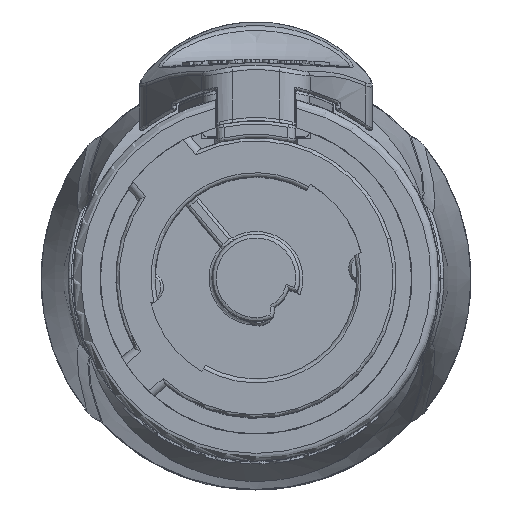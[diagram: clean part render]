
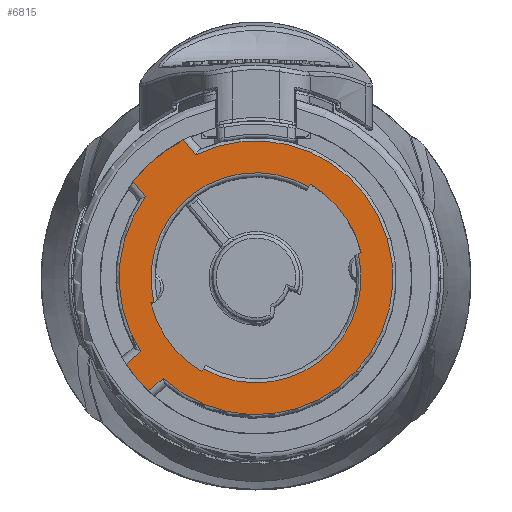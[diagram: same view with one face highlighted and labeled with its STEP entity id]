
A CAD part, top view. The second image highlights one B-rep face of the part: STEP entity #6815.
In plain terms, the highlighted planar face has unit normal (0, 0, 1).
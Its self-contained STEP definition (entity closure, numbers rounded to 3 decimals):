
#4602=CARTESIAN_POINT('',(-7.73,6.023,47.1));
#4603=VERTEX_POINT('',#4602);
#4617=CARTESIAN_POINT('',(-4.59,8.659,47.1));
#4618=VERTEX_POINT('',#4617);
#4619=CARTESIAN_POINT('',(0.0,0.0,47.1));
#4620=DIRECTION('',(0.0,0.0,1.0));
#4621=DIRECTION('',(-0.421,0.907,0.0));
#4622=AXIS2_PLACEMENT_3D('',#4619,#4620,#4621);
#4623=CIRCLE('',#4622,9.8);
#4624=EDGE_CURVE('',#4618,#4603,#4623,.T.);
#6507=CARTESIAN_POINT('',(-3.3,-5.716,47.1));
#6508=VERTEX_POINT('',#6507);
#6516=CARTESIAN_POINT('',(6.424,1.514,47.1));
#6517=VERTEX_POINT('',#6516);
#6518=CARTESIAN_POINT('',(0.0,0.0,47.1));
#6519=DIRECTION('',(0.0,0.0,1.0));
#6520=DIRECTION('',(0.592,-0.806,0.0));
#6521=AXIS2_PLACEMENT_3D('',#6518,#6519,#6520);
#6522=CIRCLE('',#6521,6.6);
#6523=EDGE_CURVE('',#6508,#6517,#6522,.T.);
#6567=CARTESIAN_POINT('',(-3.4,-5.889,47.1));
#6568=VERTEX_POINT('',#6567);
#6575=CARTESIAN_POINT('',(-3.3,-5.716,47.1));
#6576=DIRECTION('',(-0.5,-0.866,0.0));
#6577=VECTOR('',#6576,0.2);
#6578=LINE('',#6575,#6577);
#6579=EDGE_CURVE('',#6508,#6568,#6578,.T.);
#6627=CARTESIAN_POINT('',(3.3,5.716,47.1));
#6628=VERTEX_POINT('',#6627);
#6636=CARTESIAN_POINT('',(-6.424,-1.514,47.1));
#6637=VERTEX_POINT('',#6636);
#6638=CARTESIAN_POINT('',(0.0,0.0,47.1));
#6639=DIRECTION('',(0.0,0.0,1.0));
#6640=DIRECTION('',(-0.592,0.806,0.0));
#6641=AXIS2_PLACEMENT_3D('',#6638,#6639,#6640);
#6642=CIRCLE('',#6641,6.6);
#6643=EDGE_CURVE('',#6628,#6637,#6642,.T.);
#6680=CARTESIAN_POINT('',(-6.615,-1.575,47.1));
#6681=VERTEX_POINT('',#6680);
#6682=CARTESIAN_POINT('',(-6.824,-0.597,47.1));
#6683=DIRECTION('',(0.0,0.0,1.0));
#6684=DIRECTION('',(-0.48,-0.877,0.0));
#6685=AXIS2_PLACEMENT_3D('',#6682,#6683,#6684);
#6686=CIRCLE('',#6685,1.0);
#6687=EDGE_CURVE('',#6681,#6637,#6686,.T.);
#6713=CARTESIAN_POINT('',(0.0,0.0,47.1));
#6714=DIRECTION('',(0.0,0.0,-1.0));
#6715=DIRECTION('',(-1.0,0.0,0.0));
#6716=AXIS2_PLACEMENT_3D('',#6713,#6714,#6715);
#6717=PLANE('',#6716);
#6718=CARTESIAN_POINT('',(-5.827,-6.325,47.1));
#6719=VERTEX_POINT('',#6718);
#6720=CARTESIAN_POINT('',(-6.753,-7.102,47.1));
#6721=VERTEX_POINT('',#6720);
#6722=CARTESIAN_POINT('',(-5.827,-6.325,47.1));
#6723=DIRECTION('',(-0.766,-0.643,0.0));
#6724=VECTOR('',#6723,1.209);
#6725=LINE('',#6722,#6724);
#6726=EDGE_CURVE('',#6719,#6721,#6725,.T.);
#6727=ORIENTED_EDGE('',*,*,#6726,.F.);
#6728=CARTESIAN_POINT('',(-3.798,7.716,47.1));
#6729=VERTEX_POINT('',#6728);
#6730=CARTESIAN_POINT('',(0.0,0.0,47.1));
#6731=DIRECTION('',(0.0,0.0,1.0));
#6732=DIRECTION('',(-1.0,0.0,0.0));
#6733=AXIS2_PLACEMENT_3D('',#6730,#6731,#6732);
#6734=CIRCLE('',#6733,8.6);
#6735=EDGE_CURVE('',#6719,#6729,#6734,.T.);
#6736=ORIENTED_EDGE('',*,*,#6735,.T.);
#6737=CARTESIAN_POINT('',(-4.59,8.659,47.1));
#6738=DIRECTION('',(0.643,-0.766,0.0));
#6739=VECTOR('',#6738,1.231);
#6740=LINE('',#6737,#6739);
#6741=EDGE_CURVE('',#4618,#6729,#6740,.T.);
#6742=ORIENTED_EDGE('',*,*,#6741,.F.);
#6743=ORIENTED_EDGE('',*,*,#4624,.T.);
#6744=CARTESIAN_POINT('',(-6.939,5.08,47.1));
#6745=VERTEX_POINT('',#6744);
#6746=CARTESIAN_POINT('',(-6.939,5.08,47.1));
#6747=DIRECTION('',(-0.643,0.766,0.0));
#6748=VECTOR('',#6747,1.231);
#6749=LINE('',#6746,#6748);
#6750=EDGE_CURVE('',#6745,#4603,#6749,.T.);
#6751=ORIENTED_EDGE('',*,*,#6750,.F.);
#6752=CARTESIAN_POINT('',(-7.241,-4.64,47.1));
#6753=VERTEX_POINT('',#6752);
#6754=CARTESIAN_POINT('',(0.0,0.0,47.1));
#6755=DIRECTION('',(0.0,0.0,1.0));
#6756=DIRECTION('',(-1.0,0.0,0.0));
#6757=AXIS2_PLACEMENT_3D('',#6754,#6755,#6756);
#6758=CIRCLE('',#6757,8.6);
#6759=EDGE_CURVE('',#6745,#6753,#6758,.T.);
#6760=ORIENTED_EDGE('',*,*,#6759,.T.);
#6761=CARTESIAN_POINT('',(-8.167,-5.417,47.1));
#6762=VERTEX_POINT('',#6761);
#6763=CARTESIAN_POINT('',(-8.167,-5.417,47.1));
#6764=DIRECTION('',(0.766,0.643,0.0));
#6765=VECTOR('',#6764,1.209);
#6766=LINE('',#6763,#6765);
#6767=EDGE_CURVE('',#6762,#6753,#6766,.T.);
#6768=ORIENTED_EDGE('',*,*,#6767,.F.);
#6769=CARTESIAN_POINT('',(0.0,0.0,47.1));
#6770=DIRECTION('',(0.0,0.0,1.0));
#6771=DIRECTION('',(-0.861,-0.509,0.0));
#6772=AXIS2_PLACEMENT_3D('',#6769,#6770,#6771);
#6773=CIRCLE('',#6772,9.8);
#6774=EDGE_CURVE('',#6762,#6721,#6773,.T.);
#6775=ORIENTED_EDGE('',*,*,#6774,.T.);
#6776=EDGE_LOOP('',(#6727,#6736,#6742,#6743,#6751,#6760,#6768,#6775));
#6777=FACE_OUTER_BOUND('',#6776,.T.);
#6778=ORIENTED_EDGE('',*,*,#6523,.F.);
#6779=ORIENTED_EDGE('',*,*,#6579,.T.);
#6780=CARTESIAN_POINT('',(0.0,0.0,47.1));
#6781=DIRECTION('',(0.0,0.0,-1.0));
#6782=DIRECTION('',(-0.973,-0.232,0.0));
#6783=AXIS2_PLACEMENT_3D('',#6780,#6781,#6782);
#6784=CIRCLE('',#6783,6.8);
#6785=EDGE_CURVE('',#6568,#6681,#6784,.T.);
#6786=ORIENTED_EDGE('',*,*,#6785,.T.);
#6787=ORIENTED_EDGE('',*,*,#6687,.T.);
#6788=ORIENTED_EDGE('',*,*,#6643,.F.);
#6789=CARTESIAN_POINT('',(3.4,5.889,47.1));
#6790=VERTEX_POINT('',#6789);
#6791=CARTESIAN_POINT('',(3.3,5.716,47.1));
#6792=DIRECTION('',(0.5,0.866,0.0));
#6793=VECTOR('',#6792,0.2);
#6794=LINE('',#6791,#6793);
#6795=EDGE_CURVE('',#6628,#6790,#6794,.T.);
#6796=ORIENTED_EDGE('',*,*,#6795,.T.);
#6797=CARTESIAN_POINT('',(6.615,1.575,47.1));
#6798=VERTEX_POINT('',#6797);
#6799=CARTESIAN_POINT('',(0.0,0.0,47.1));
#6800=DIRECTION('',(0.0,0.0,-1.0));
#6801=DIRECTION('',(0.973,0.232,0.0));
#6802=AXIS2_PLACEMENT_3D('',#6799,#6800,#6801);
#6803=CIRCLE('',#6802,6.8);
#6804=EDGE_CURVE('',#6790,#6798,#6803,.T.);
#6805=ORIENTED_EDGE('',*,*,#6804,.T.);
#6806=CARTESIAN_POINT('',(6.824,0.597,47.1));
#6807=DIRECTION('',(0.0,0.0,1.0));
#6808=DIRECTION('',(1.0,0.0,0.0));
#6809=AXIS2_PLACEMENT_3D('',#6806,#6807,#6808);
#6810=CIRCLE('',#6809,1.0);
#6811=EDGE_CURVE('',#6798,#6517,#6810,.T.);
#6812=ORIENTED_EDGE('',*,*,#6811,.T.);
#6813=EDGE_LOOP('',(#6778,#6779,#6786,#6787,#6788,#6796,#6805,#6812));
#6814=FACE_BOUND('',#6813,.T.);
#6815=ADVANCED_FACE('',(#6777,#6814),#6717,.F.);
